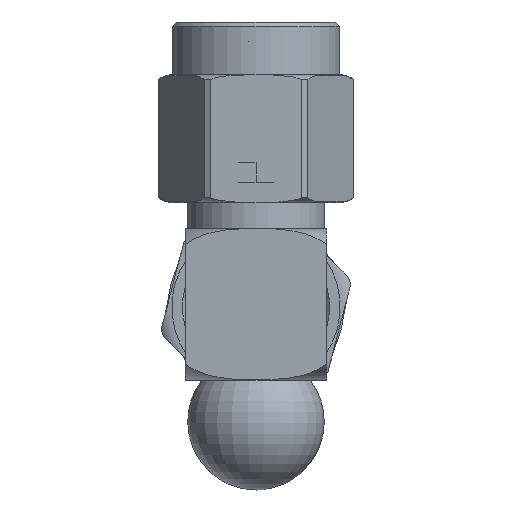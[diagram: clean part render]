
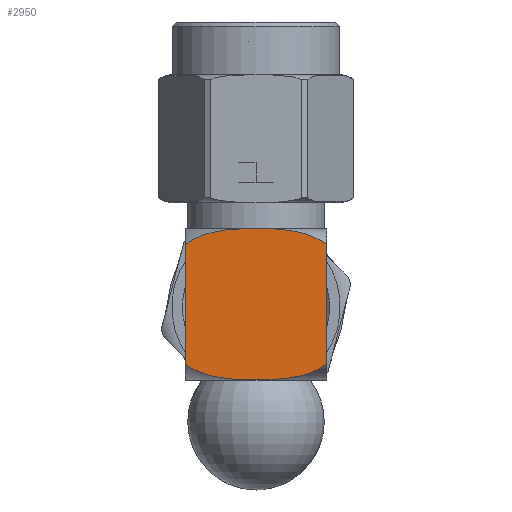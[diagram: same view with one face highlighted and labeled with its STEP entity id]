
A CAD part, front view. The second image highlights one B-rep face of the part: STEP entity #2950.
In plain terms, the highlighted planar face has unit normal (0, -1, 0).
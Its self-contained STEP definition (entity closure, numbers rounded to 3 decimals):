
#76=B_SPLINE_CURVE_WITH_KNOTS('',3,(#4851,#4852,#4853,#4854,#4855,#4856,
#4857),.UNSPECIFIED.,.F.,.F.,(4,1,1,1,4),(0.018,0.02,
0.022,0.023,0.025),.UNSPECIFIED.);
#77=B_SPLINE_CURVE_WITH_KNOTS('',3,(#4862,#4863,#4864,#4865,#4866,#4867,
#4868),.UNSPECIFIED.,.F.,.F.,(4,1,1,1,4),(0.018,0.02,
0.022,0.023,0.025),.UNSPECIFIED.);
#183=LINE('',#4860,#247);
#184=LINE('',#4870,#248);
#247=VECTOR('',#3600,1000.);
#248=VECTOR('',#3601,1000.);
#321=PLANE('',#3166);
#628=ORIENTED_EDGE('',*,*,#990,.F.);
#629=ORIENTED_EDGE('',*,*,#991,.F.);
#630=ORIENTED_EDGE('',*,*,#992,.F.);
#631=ORIENTED_EDGE('',*,*,#993,.T.);
#990=EDGE_CURVE('',#1207,#1208,#76,.T.);
#991=EDGE_CURVE('',#1209,#1207,#183,.T.);
#992=EDGE_CURVE('',#1210,#1209,#77,.T.);
#993=EDGE_CURVE('',#1210,#1208,#184,.T.);
#1207=VERTEX_POINT('',#4858);
#1208=VERTEX_POINT('',#4859);
#1209=VERTEX_POINT('',#4861);
#1210=VERTEX_POINT('',#4869);
#1532=EDGE_LOOP('',(#628,#629,#630,#631));
#1760=FACE_BOUND('',#1532,.T.);
#2950=ADVANCED_FACE('',(#1760),#321,.T.);
#3166=AXIS2_PLACEMENT_3D('',#4850,#3598,#3599);
#3598=DIRECTION('',(0.,-1.,0.));
#3599=DIRECTION('',(1.,0.,0.));
#3600=DIRECTION('',(0.,0.,1.));
#3601=DIRECTION('',(0.,0.,1.));
#4850=CARTESIAN_POINT('',(-3.3,-74.96,-3.4));
#4851=CARTESIAN_POINT('',(-3.3,-74.96,2.9));
#4852=CARTESIAN_POINT('',(-2.841,-74.96,3.247));
#4853=CARTESIAN_POINT('',(-1.728,-74.96,3.616));
#4854=CARTESIAN_POINT('',(0.,-74.96,3.666));
#4855=CARTESIAN_POINT('',(1.722,-74.96,3.618));
#4856=CARTESIAN_POINT('',(2.843,-74.96,3.245));
#4857=CARTESIAN_POINT('',(3.3,-74.96,2.9));
#4858=CARTESIAN_POINT('',(-3.3,-74.96,2.9));
#4859=CARTESIAN_POINT('',(3.3,-74.96,2.9));
#4860=CARTESIAN_POINT('',(-3.3,-74.96,-3.4));
#4861=CARTESIAN_POINT('',(-3.3,-74.96,-2.65));
#4862=CARTESIAN_POINT('',(3.3,-74.96,-2.65));
#4863=CARTESIAN_POINT('',(2.841,-74.96,-2.997));
#4864=CARTESIAN_POINT('',(1.728,-74.96,-3.366));
#4865=CARTESIAN_POINT('',(0.,-74.96,-3.416));
#4866=CARTESIAN_POINT('',(-1.722,-74.96,-3.368));
#4867=CARTESIAN_POINT('',(-2.843,-74.96,-2.995));
#4868=CARTESIAN_POINT('',(-3.3,-74.96,-2.65));
#4869=CARTESIAN_POINT('',(3.3,-74.96,-2.65));
#4870=CARTESIAN_POINT('',(3.3,-74.96,-3.4));
